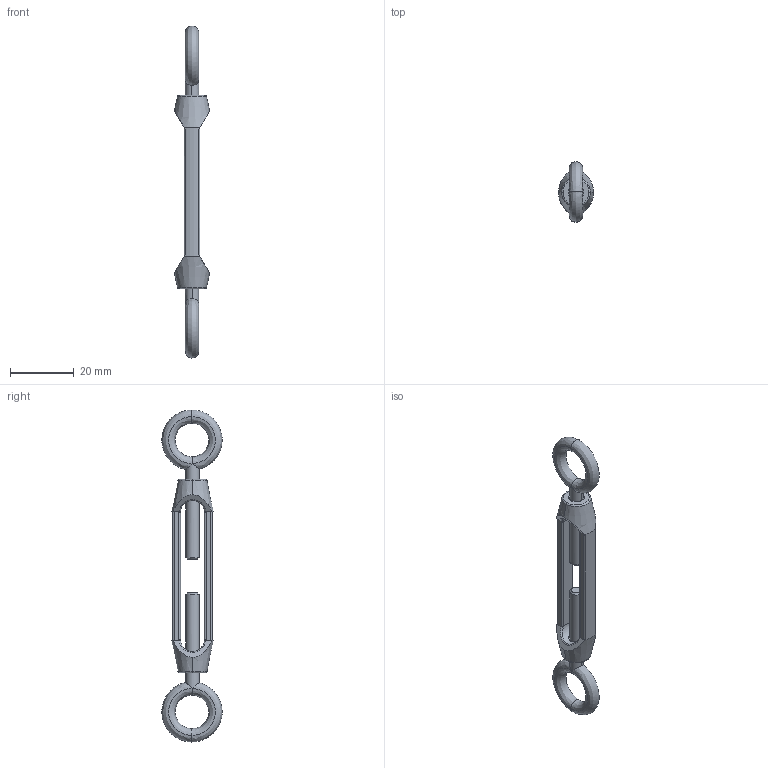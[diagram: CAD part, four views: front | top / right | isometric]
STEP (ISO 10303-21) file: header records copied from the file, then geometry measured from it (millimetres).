
FILE_DESCRIPTION (( 'STEP AP203' ), '1' );
FILE_NAME ('REV-29-1241.STEP', '2022-09-30T03:11:09', ( '' ), ( '' ), 'SwSTEP 2.0', 'SolidWorks 2022', '' );
FILE_SCHEMA (( 'CONFIG_CONTROL_DESIGN' ));
Length unit declared in the file: inch
Products named in the file (1): REV-29-1241
Bounding box: 10.99 x 18.9 x 104.19 mm (x, y, z)
Volume: 4348.9 mm3; surface area: 4128.4 mm2
Topology: 3 solids, 3 shells, 77 faces, 201 edges, 123 vertices
Faces by surface type: cylinder 21, bspline 18, torus 16, plane 14, cone 8
Entity records: 3688 total; most frequent: CARTESIAN_POINT 1959, ORIENTED_EDGE 402, DIRECTION 298, EDGE_CURVE 201, AXIS2_PLACEMENT_3D 126, VERTEX_POINT 123, EDGE_LOOP 80, ADVANCED_FACE 77
